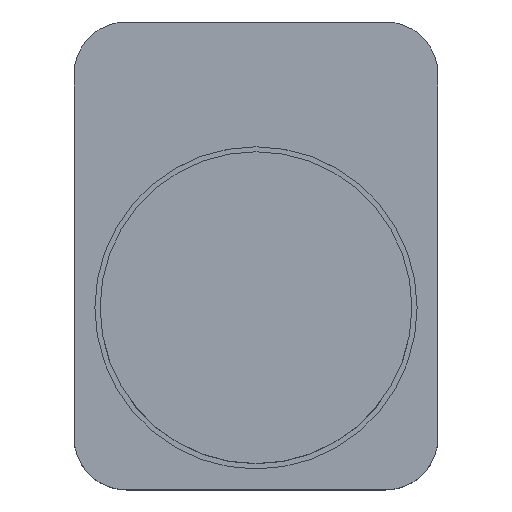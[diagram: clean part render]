
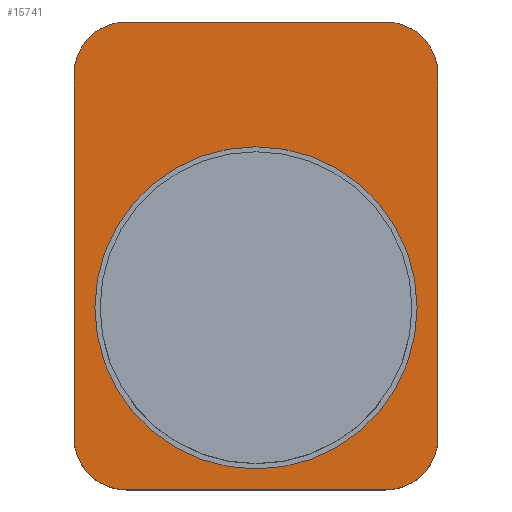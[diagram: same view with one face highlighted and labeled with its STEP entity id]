
A CAD part, top view. The second image highlights one B-rep face of the part: STEP entity #15741.
In plain terms, the highlighted planar face has unit normal (0, 0, 1).
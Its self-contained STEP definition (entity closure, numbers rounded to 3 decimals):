
#159=FACE_BOUND('',#2559,.T.);
#726=PLANE('',#17183);
#1667=FACE_OUTER_BOUND('',#2558,.T.);
#2558=EDGE_LOOP('',(#13873,#13874,#13875,#13876,#13877,#13878,#13879,#13880));
#2559=EDGE_LOOP('',(#13881));
#4137=LINE('',#25943,#5772);
#4140=LINE('',#25951,#5775);
#4143=LINE('',#25959,#5778);
#4146=LINE('',#25966,#5781);
#5772=VECTOR('',#21226,10.);
#5775=VECTOR('',#21235,10.);
#5778=VECTOR('',#21244,10.);
#5781=VECTOR('',#21253,10.);
#6341=CIRCLE('',#17170,31.);
#6342=CIRCLE('',#17172,10.);
#6343=CIRCLE('',#17175,10.);
#6344=CIRCLE('',#17178,10.);
#6345=CIRCLE('',#17181,10.);
#7637=VERTEX_POINT('',#25932);
#7638=VERTEX_POINT('',#25936);
#7639=VERTEX_POINT('',#25937);
#7640=VERTEX_POINT('',#25942);
#7641=VERTEX_POINT('',#25946);
#7642=VERTEX_POINT('',#25950);
#7643=VERTEX_POINT('',#25954);
#7644=VERTEX_POINT('',#25958);
#7645=VERTEX_POINT('',#25962);
#9735=EDGE_CURVE('',#7637,#7637,#6341,.T.);
#9736=EDGE_CURVE('',#7638,#7639,#6342,.T.);
#9739=EDGE_CURVE('',#7640,#7639,#4137,.T.);
#9741=EDGE_CURVE('',#7640,#7641,#6343,.T.);
#9743=EDGE_CURVE('',#7642,#7641,#4140,.T.);
#9745=EDGE_CURVE('',#7642,#7643,#6344,.T.);
#9747=EDGE_CURVE('',#7644,#7643,#4143,.T.);
#9749=EDGE_CURVE('',#7644,#7645,#6345,.T.);
#9751=EDGE_CURVE('',#7638,#7645,#4146,.T.);
#13873=ORIENTED_EDGE('',*,*,#9751,.F.);
#13874=ORIENTED_EDGE('',*,*,#9736,.T.);
#13875=ORIENTED_EDGE('',*,*,#9739,.F.);
#13876=ORIENTED_EDGE('',*,*,#9741,.T.);
#13877=ORIENTED_EDGE('',*,*,#9743,.F.);
#13878=ORIENTED_EDGE('',*,*,#9745,.T.);
#13879=ORIENTED_EDGE('',*,*,#9747,.F.);
#13880=ORIENTED_EDGE('',*,*,#9749,.T.);
#13881=ORIENTED_EDGE('',*,*,#9735,.T.);
#15741=ADVANCED_FACE('',(#1667,#159),#726,.T.);
#17170=AXIS2_PLACEMENT_3D('',#25934,#21216,#21217);
#17172=AXIS2_PLACEMENT_3D('',#25938,#21220,#21221);
#17175=AXIS2_PLACEMENT_3D('',#25947,#21230,#21231);
#17178=AXIS2_PLACEMENT_3D('',#25955,#21239,#21240);
#17181=AXIS2_PLACEMENT_3D('',#25963,#21248,#21249);
#17183=AXIS2_PLACEMENT_3D('',#25967,#21254,#21255);
#21216=DIRECTION('center_axis',(0.,0.,-1.));
#21217=DIRECTION('ref_axis',(1.,0.,0.));
#21220=DIRECTION('center_axis',(0.,0.,1.));
#21221=DIRECTION('ref_axis',(1.,0.,0.));
#21226=DIRECTION('',(1.,0.,0.));
#21230=DIRECTION('center_axis',(0.,0.,1.));
#21231=DIRECTION('ref_axis',(0.,1.,0.));
#21235=DIRECTION('',(0.,1.,0.));
#21239=DIRECTION('center_axis',(0.,0.,1.));
#21240=DIRECTION('ref_axis',(-1.,0.,0.));
#21244=DIRECTION('',(-1.,0.,0.));
#21248=DIRECTION('center_axis',(0.,0.,1.));
#21249=DIRECTION('ref_axis',(0.,-1.,0.));
#21253=DIRECTION('',(0.,-1.,0.));
#21254=DIRECTION('center_axis',(0.,0.,1.));
#21255=DIRECTION('ref_axis',(1.,0.,0.));
#25932=CARTESIAN_POINT('',(-31.,0.,0.));
#25934=CARTESIAN_POINT('Origin',(0.,0.,0.));
#25936=CARTESIAN_POINT('',(35.,45.,0.));
#25937=CARTESIAN_POINT('',(25.,55.,0.));
#25938=CARTESIAN_POINT('Origin',(25.,45.,0.));
#25942=CARTESIAN_POINT('',(-25.,55.,0.));
#25943=CARTESIAN_POINT('',(-25.,55.,0.));
#25946=CARTESIAN_POINT('',(-35.,45.,0.));
#25947=CARTESIAN_POINT('Origin',(-25.,45.,0.));
#25950=CARTESIAN_POINT('',(-35.,-25.,0.));
#25951=CARTESIAN_POINT('',(-35.,35.,0.));
#25954=CARTESIAN_POINT('',(-25.,-35.,0.));
#25955=CARTESIAN_POINT('Origin',(-25.,-25.,0.));
#25958=CARTESIAN_POINT('',(25.,-35.,0.));
#25959=CARTESIAN_POINT('',(25.,-35.,0.));
#25962=CARTESIAN_POINT('',(35.,-25.,0.));
#25963=CARTESIAN_POINT('Origin',(25.,-25.,0.));
#25966=CARTESIAN_POINT('',(35.,45.,0.));
#25967=CARTESIAN_POINT('Origin',(0.,10.,0.));
